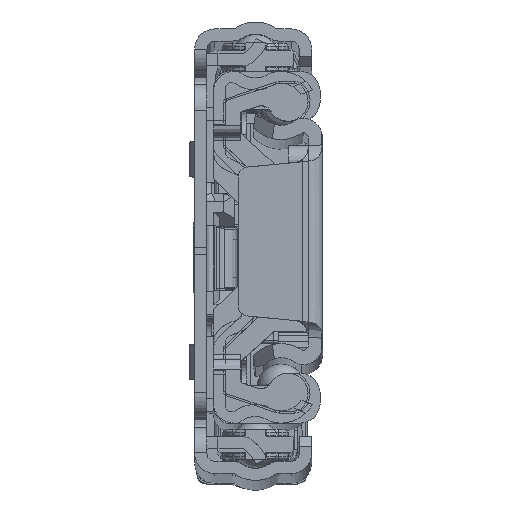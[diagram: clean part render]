
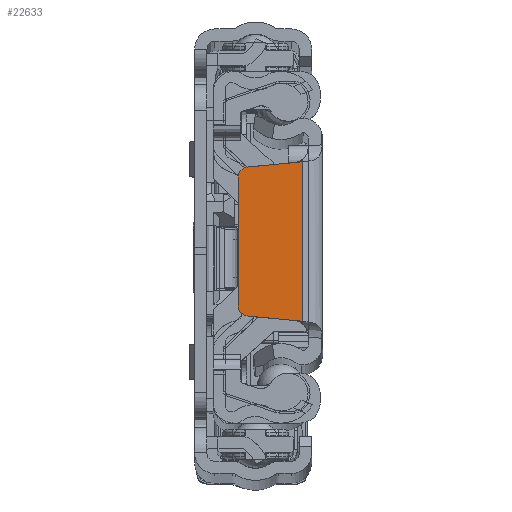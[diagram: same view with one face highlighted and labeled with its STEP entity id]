
A CAD part, top view. The second image highlights one B-rep face of the part: STEP entity #22633.
In plain terms, the highlighted face is planar.
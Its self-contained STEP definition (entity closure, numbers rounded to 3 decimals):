
#462 = ORIENTED_EDGE ( 'NONE', *, *, #8723, .T. ) ;
#788 = LINE ( 'NONE', #88070, #98386 ) ;
#2018 = AXIS2_PLACEMENT_3D ( 'NONE', #10715, #36562, #101639 ) ;
#2540 = LINE ( 'NONE', #89664, #104148 ) ;
#4014 = VECTOR ( 'NONE', #20890, 1000. ) ;
#5154 = CARTESIAN_POINT ( 'NONE',  ( -8.4, -6.391, 0. ) ) ;
#8723 = EDGE_CURVE ( 'NONE', #37020, #99129, #70378, .T. ) ;
#9434 = DIRECTION ( 'NONE',  ( -0.995, -0.095, 0. ) ) ;
#10715 = CARTESIAN_POINT ( 'NONE',  ( -7.4, 6.391, 0. ) ) ;
#11991 = CARTESIAN_POINT ( 'NONE',  ( -7.495, -7.386, 0. ) ) ;
#12601 = EDGE_CURVE ( 'NONE', #99129, #87776, #788, .T. ) ;
#13129 = CARTESIAN_POINT ( 'NONE',  ( -7.495, 7.386, 0. ) ) ;
#13551 = AXIS2_PLACEMENT_3D ( 'NONE', #95046, #70702, #61635 ) ;
#13635 = CIRCLE ( 'NONE', #2018, 1. ) ;
#14866 = VECTOR ( 'NONE', #84731, 1000. ) ;
#15551 = FACE_OUTER_BOUND ( 'NONE', #100821, .T. ) ;
#15846 = CARTESIAN_POINT ( 'NONE',  ( -2., 7.91, 0. ) ) ;
#16926 = DIRECTION ( 'NONE',  ( 1., 0., 0. ) ) ;
#17570 = CARTESIAN_POINT ( 'NONE',  ( -2., 7.91, 0. ) ) ;
#18857 = EDGE_CURVE ( 'NONE', #37741, #19521, #13635, .T. ) ;
#19383 = EDGE_CURVE ( 'NONE', #37020, #46844, #94114, .T. ) ;
#19521 = VERTEX_POINT ( 'NONE', #13129 ) ;
#20890 = DIRECTION ( 'NONE',  ( 0., -1., 0. ) ) ;
#21924 = DIRECTION ( 'NONE',  ( -0.995, 0.095, 0. ) ) ;
#22230 = EDGE_CURVE ( 'NONE', #43283, #37741, #2540, .T. ) ;
#22633 = ADVANCED_FACE ( 'NONE', ( #15551 ), #37316, .F. ) ;
#24428 = VERTEX_POINT ( 'NONE', #11991 ) ;
#24553 = DIRECTION ( 'NONE',  ( 0., 0., -1. ) ) ;
#28377 = CARTESIAN_POINT ( 'NONE',  ( -8.4, 6.391, 0. ) ) ;
#31093 = EDGE_CURVE ( 'NONE', #24428, #43283, #48911, .T. ) ;
#32240 = CARTESIAN_POINT ( 'NONE',  ( -2.758, 7.837, 0. ) ) ;
#34759 = ORIENTED_EDGE ( 'NONE', *, *, #22230, .T. ) ;
#35650 = ORIENTED_EDGE ( 'NONE', *, *, #38921, .F. ) ;
#36562 = DIRECTION ( 'NONE',  ( 0., 0., -1. ) ) ;
#37020 = VERTEX_POINT ( 'NONE', #15846 ) ;
#37316 = PLANE ( 'NONE',  #13551 ) ;
#37741 = VERTEX_POINT ( 'NONE', #28377 ) ;
#37930 = ORIENTED_EDGE ( 'NONE', *, *, #31093, .T. ) ;
#38714 = AXIS2_PLACEMENT_3D ( 'NONE', #74284, #24553, #16926 ) ;
#38921 = EDGE_CURVE ( 'NONE', #46844, #19521, #72884, .T. ) ;
#40321 = DIRECTION ( 'NONE',  ( 0., 1., 0. ) ) ;
#43283 = VERTEX_POINT ( 'NONE', #5154 ) ;
#46487 = CARTESIAN_POINT ( 'NONE',  ( -2., -7.91, 0. ) ) ;
#46844 = VERTEX_POINT ( 'NONE', #32240 ) ;
#48548 = ORIENTED_EDGE ( 'NONE', *, *, #12601, .T. ) ;
#48911 = CIRCLE ( 'NONE', #38714, 1. ) ;
#58893 = CARTESIAN_POINT ( 'NONE',  ( -8.4, 7.3, 0. ) ) ;
#61266 = VECTOR ( 'NONE', #9434, 1000. ) ;
#61380 = EDGE_CURVE ( 'NONE', #24428, #87776, #103227, .T. ) ;
#61635 = DIRECTION ( 'NONE',  ( 1., 0., 0. ) ) ;
#64869 = CARTESIAN_POINT ( 'NONE',  ( -2.758, -7.837, 0. ) ) ;
#65143 = ORIENTED_EDGE ( 'NONE', *, *, #61380, .F. ) ;
#70378 = LINE ( 'NONE', #78653, #4014 ) ;
#70702 = DIRECTION ( 'NONE',  ( 0., 0., 1. ) ) ;
#72884 = LINE ( 'NONE', #58893, #61266 ) ;
#74284 = CARTESIAN_POINT ( 'NONE',  ( -7.4, -6.391, 0. ) ) ;
#78426 = VECTOR ( 'NONE', #91614, 1000. ) ;
#78653 = CARTESIAN_POINT ( 'NONE',  ( -2., -13.87, 0. ) ) ;
#82193 = CARTESIAN_POINT ( 'NONE',  ( -8.4, -7.3, 0. ) ) ;
#84731 = DIRECTION ( 'NONE',  ( -0.995, -0.095, 0. ) ) ;
#87776 = VERTEX_POINT ( 'NONE', #64869 ) ;
#88070 = CARTESIAN_POINT ( 'NONE',  ( -2., -7.91, 0. ) ) ;
#89664 = CARTESIAN_POINT ( 'NONE',  ( -8.4, 8.1, 0. ) ) ;
#91614 = DIRECTION ( 'NONE',  ( 0.995, -0.095, 0. ) ) ;
#92548 = ORIENTED_EDGE ( 'NONE', *, *, #18857, .T. ) ;
#94114 = LINE ( 'NONE', #17570, #14866 ) ;
#95046 = CARTESIAN_POINT ( 'NONE',  ( -4.143, -13.87, 0. ) ) ;
#98386 = VECTOR ( 'NONE', #21924, 1000. ) ;
#98602 = ORIENTED_EDGE ( 'NONE', *, *, #19383, .F. ) ;
#99129 = VERTEX_POINT ( 'NONE', #46487 ) ;
#100821 = EDGE_LOOP ( 'NONE', ( #65143, #37930, #34759, #92548, #35650, #98602, #462, #48548 ) ) ;
#101639 = DIRECTION ( 'NONE',  ( 1., 0., 0. ) ) ;
#103227 = LINE ( 'NONE', #82193, #78426 ) ;
#104148 = VECTOR ( 'NONE', #40321, 1000. ) ;
